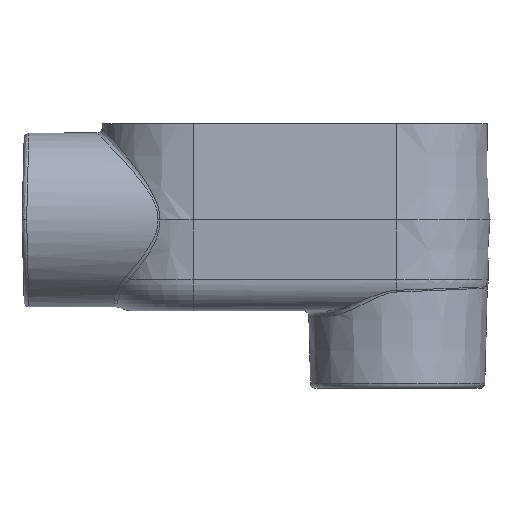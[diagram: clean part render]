
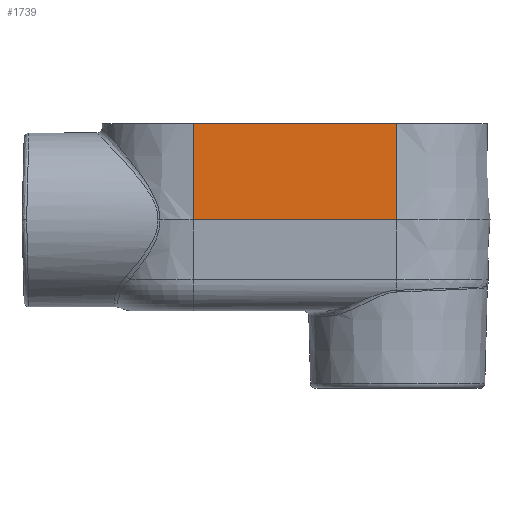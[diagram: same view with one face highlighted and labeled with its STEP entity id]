
A CAD part, front view. The second image highlights one B-rep face of the part: STEP entity #1739.
In plain terms, the highlighted planar face has unit normal (0, -1, 0.026).
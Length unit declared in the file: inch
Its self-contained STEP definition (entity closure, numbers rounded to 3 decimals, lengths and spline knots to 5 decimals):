
#41=PLANE('',#1959);
#98=LINE('',#7085,#175);
#100=LINE('',#7091,#177);
#101=LINE('',#7093,#178);
#102=LINE('',#7094,#179);
#175=VECTOR('',#2397,2.25077);
#177=VECTOR('',#2403,4.75);
#178=VECTOR('',#2404,2.25077);
#179=VECTOR('',#2405,4.75);
#362=FACE_OUTER_BOUND('',#468,.T.);
#468=EDGE_LOOP('',(#1468,#1469,#1470,#1471));
#787=VERTEX_POINT('',#7082);
#788=VERTEX_POINT('',#7084);
#790=VERTEX_POINT('',#7090);
#791=VERTEX_POINT('',#7092);
#1023=EDGE_CURVE('',#788,#787,#98,.T.);
#1026=EDGE_CURVE('',#790,#787,#100,.F.);
#1027=EDGE_CURVE('',#791,#790,#101,.T.);
#1028=EDGE_CURVE('',#791,#788,#102,.T.);
#1468=ORIENTED_EDGE('',*,*,#1023,.T.);
#1469=ORIENTED_EDGE('',*,*,#1026,.F.);
#1470=ORIENTED_EDGE('',*,*,#1027,.F.);
#1471=ORIENTED_EDGE('',*,*,#1028,.T.);
#1739=ADVANCED_FACE('',(#362),#41,.T.);
#1959=AXIS2_PLACEMENT_3D('',#7089,#2401,#2402);
#2397=DIRECTION('',(0.,-0.026,-1.));
#2401=DIRECTION('center_axis',(0.,-1.,
0.026));
#2402=DIRECTION('ref_axis',(0.,-0.026,-1.));
#2403=DIRECTION('',(1.,0.,0.));
#2404=DIRECTION('',(0.,-0.026,-1.));
#2405=DIRECTION('',(-1.,0.,0.));
#7082=CARTESIAN_POINT('',(-2.375,-2.18392,0.));
#7084=CARTESIAN_POINT('',(-2.375,-2.125,2.25));
#7085=CARTESIAN_POINT('',(-2.375,-2.125,2.25));
#7089=CARTESIAN_POINT('Origin',(2.375,-2.18392,0.));
#7090=CARTESIAN_POINT('',(2.375,-2.18392,0.));
#7091=CARTESIAN_POINT('',(-2.375,-2.18392,0.));
#7092=CARTESIAN_POINT('',(2.375,-2.125,2.25));
#7093=CARTESIAN_POINT('',(2.375,-2.125,2.25));
#7094=CARTESIAN_POINT('',(2.375,-2.125,2.25));
